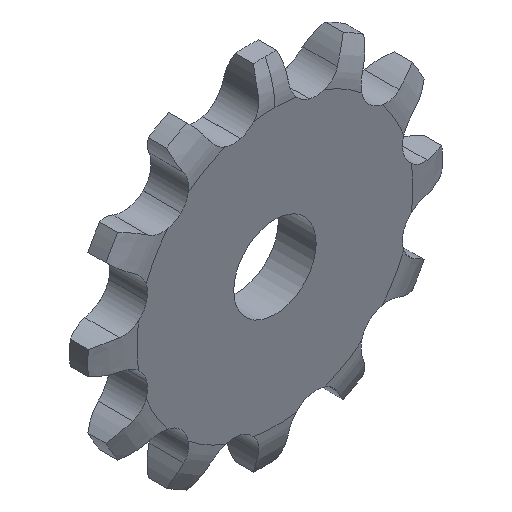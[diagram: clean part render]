
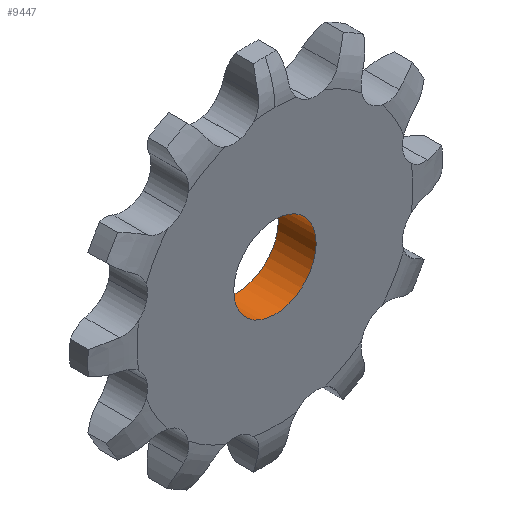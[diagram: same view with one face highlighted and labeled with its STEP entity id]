
A CAD part, isometric view. The second image highlights one B-rep face of the part: STEP entity #9447.
In plain terms, the highlighted cylindrical face has radius 2.5 mm (diameter 5 mm), a full revolution.
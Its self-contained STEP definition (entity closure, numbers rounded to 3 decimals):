
#44 = PLANE('',#45);
#45 = AXIS2_PLACEMENT_3D('',#46,#47,#48);
#46 = CARTESIAN_POINT('',(0.,0.,
    0.));
#47 = DIRECTION('',(0.,1.,0.));
#48 = DIRECTION('',(0.,0.,-1.));
#100 = PLANE('',#101);
#101 = AXIS2_PLACEMENT_3D('',#102,#103,#104);
#102 = CARTESIAN_POINT('',(0.,-2.3,0.));
#103 = DIRECTION('',(0.,-1.,0.));
#104 = DIRECTION('',(0.,0.,1.));
#2049 = EDGE_CURVE('',#2050,#2050,#2052,.T.);
#2050 = VERTEX_POINT('',#2051);
#2051 = CARTESIAN_POINT('',(2.5,0.,0.));
#2052 = SURFACE_CURVE('',#2053,(#2058,#2069),.PCURVE_S1.);
#2053 = CIRCLE('',#2054,2.5);
#2054 = AXIS2_PLACEMENT_3D('',#2055,#2056,#2057);
#2055 = CARTESIAN_POINT('',(0.,0.,0.));
#2056 = DIRECTION('',(0.,-1.,0.));
#2057 = DIRECTION('',(1.,0.,0.));
#2058 = PCURVE('',#44,#2059);
#2059 = DEFINITIONAL_REPRESENTATION('',(#2060),#2068);
#2060 = ( BOUNDED_CURVE() B_SPLINE_CURVE(2,(#2061,#2062,#2063,#2064,
#2065,#2066,#2067),.UNSPECIFIED.,.T.,.F.) B_SPLINE_CURVE_WITH_KNOTS((1,2
    ,2,2,2,1),(-2.094,0.,2.094,4.189,
6.283,8.378),.UNSPECIFIED.) CURVE() 
GEOMETRIC_REPRESENTATION_ITEM() RATIONAL_B_SPLINE_CURVE((1.,0.5,1.,0.5,
1.,0.5,1.)) REPRESENTATION_ITEM('') );
#2061 = CARTESIAN_POINT('',(0.,-2.5));
#2062 = CARTESIAN_POINT('',(-4.33,-2.5));
#2063 = CARTESIAN_POINT('',(-2.165,1.25));
#2064 = CARTESIAN_POINT('',(0.,5.));
#2065 = CARTESIAN_POINT('',(2.165,1.25));
#2066 = CARTESIAN_POINT('',(4.33,-2.5));
#2067 = CARTESIAN_POINT('',(0.,-2.5));
#2068 = ( GEOMETRIC_REPRESENTATION_CONTEXT(2) 
PARAMETRIC_REPRESENTATION_CONTEXT() REPRESENTATION_CONTEXT('2D SPACE',''
  ) );
#2069 = PCURVE('',#2070,#2075);
#2070 = CYLINDRICAL_SURFACE('',#2071,2.5);
#2071 = AXIS2_PLACEMENT_3D('',#2072,#2073,#2074);
#2072 = CARTESIAN_POINT('',(0.,0.,0.));
#2073 = DIRECTION('',(0.,1.,0.));
#2074 = DIRECTION('',(1.,0.,0.));
#2075 = DEFINITIONAL_REPRESENTATION('',(#2076),#2080);
#2076 = LINE('',#2077,#2078);
#2077 = CARTESIAN_POINT('',(-0.,0.));
#2078 = VECTOR('',#2079,1.);
#2079 = DIRECTION('',(-1.,0.));
#2080 = ( GEOMETRIC_REPRESENTATION_CONTEXT(2) 
PARAMETRIC_REPRESENTATION_CONTEXT() REPRESENTATION_CONTEXT('2D SPACE',''
  ) );
#3647 = EDGE_CURVE('',#3648,#3648,#3650,.T.);
#3648 = VERTEX_POINT('',#3649);
#3649 = CARTESIAN_POINT('',(2.5,-2.3,0.));
#3650 = SURFACE_CURVE('',#3651,(#3656,#3667),.PCURVE_S1.);
#3651 = CIRCLE('',#3652,2.5);
#3652 = AXIS2_PLACEMENT_3D('',#3653,#3654,#3655);
#3653 = CARTESIAN_POINT('',(0.,-2.3,0.));
#3654 = DIRECTION('',(-0.,1.,0.));
#3655 = DIRECTION('',(1.,0.,0.));
#3656 = PCURVE('',#100,#3657);
#3657 = DEFINITIONAL_REPRESENTATION('',(#3658),#3666);
#3658 = ( BOUNDED_CURVE() B_SPLINE_CURVE(2,(#3659,#3660,#3661,#3662,
#3663,#3664,#3665),.UNSPECIFIED.,.T.,.F.) B_SPLINE_CURVE_WITH_KNOTS((1,2
    ,2,2,2,1),(-2.094,0.,2.094,4.189,
6.283,8.378),.UNSPECIFIED.) CURVE() 
GEOMETRIC_REPRESENTATION_ITEM() RATIONAL_B_SPLINE_CURVE((1.,0.5,1.,0.5,
1.,0.5,1.)) REPRESENTATION_ITEM('') );
#3659 = CARTESIAN_POINT('',(0.,-2.5));
#3660 = CARTESIAN_POINT('',(-4.33,-2.5));
#3661 = CARTESIAN_POINT('',(-2.165,1.25));
#3662 = CARTESIAN_POINT('',(0.,5.));
#3663 = CARTESIAN_POINT('',(2.165,1.25));
#3664 = CARTESIAN_POINT('',(4.33,-2.5));
#3665 = CARTESIAN_POINT('',(0.,-2.5));
#3666 = ( GEOMETRIC_REPRESENTATION_CONTEXT(2) 
PARAMETRIC_REPRESENTATION_CONTEXT() REPRESENTATION_CONTEXT('2D SPACE',''
  ) );
#3667 = PCURVE('',#2070,#3668);
#3668 = DEFINITIONAL_REPRESENTATION('',(#3669),#3673);
#3669 = LINE('',#3670,#3671);
#3670 = CARTESIAN_POINT('',(-6.283,-2.3));
#3671 = VECTOR('',#3672,1.);
#3672 = DIRECTION('',(1.,-0.));
#3673 = ( GEOMETRIC_REPRESENTATION_CONTEXT(2) 
PARAMETRIC_REPRESENTATION_CONTEXT() REPRESENTATION_CONTEXT('2D SPACE',''
  ) );
#9447 = ADVANCED_FACE('',(#9448),#2070,.F.);
#9448 = FACE_BOUND('',#9449,.T.);
#9449 = EDGE_LOOP('',(#9450,#9451,#9472,#9473));
#9450 = ORIENTED_EDGE('',*,*,#2049,.F.);
#9451 = ORIENTED_EDGE('',*,*,#9452,.T.);
#9452 = EDGE_CURVE('',#2050,#3648,#9453,.T.);
#9453 = SEAM_CURVE('',#9454,(#9458,#9465),.PCURVE_S1.);
#9454 = LINE('',#9455,#9456);
#9455 = CARTESIAN_POINT('',(2.5,0.,0.));
#9456 = VECTOR('',#9457,1.);
#9457 = DIRECTION('',(0.,-1.,0.));
#9458 = PCURVE('',#2070,#9459);
#9459 = DEFINITIONAL_REPRESENTATION('',(#9460),#9464);
#9460 = LINE('',#9461,#9462);
#9461 = CARTESIAN_POINT('',(-6.283,0.));
#9462 = VECTOR('',#9463,1.);
#9463 = DIRECTION('',(-0.,-1.));
#9464 = ( GEOMETRIC_REPRESENTATION_CONTEXT(2) 
PARAMETRIC_REPRESENTATION_CONTEXT() REPRESENTATION_CONTEXT('2D SPACE',''
  ) );
#9465 = PCURVE('',#2070,#9466);
#9466 = DEFINITIONAL_REPRESENTATION('',(#9467),#9471);
#9467 = LINE('',#9468,#9469);
#9468 = CARTESIAN_POINT('',(-0.,0.));
#9469 = VECTOR('',#9470,1.);
#9470 = DIRECTION('',(-0.,-1.));
#9471 = ( GEOMETRIC_REPRESENTATION_CONTEXT(2) 
PARAMETRIC_REPRESENTATION_CONTEXT() REPRESENTATION_CONTEXT('2D SPACE',''
  ) );
#9472 = ORIENTED_EDGE('',*,*,#3647,.F.);
#9473 = ORIENTED_EDGE('',*,*,#9452,.F.);
